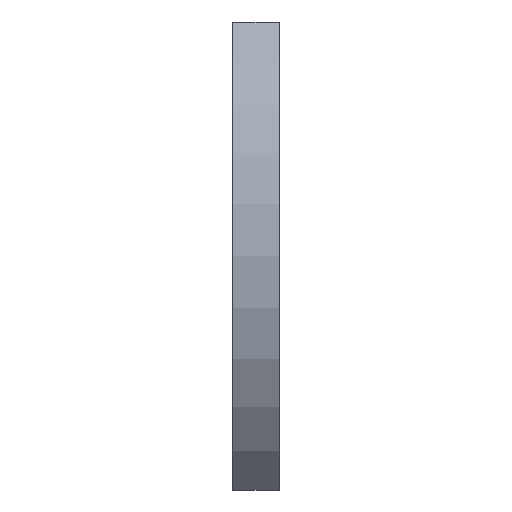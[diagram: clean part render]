
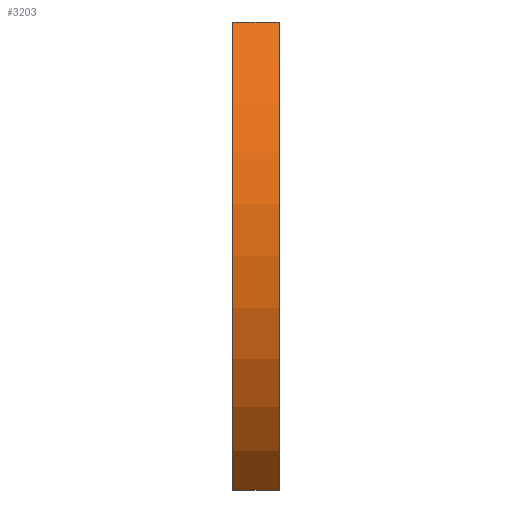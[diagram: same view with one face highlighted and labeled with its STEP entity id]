
A CAD part, left-side view. The second image highlights one B-rep face of the part: STEP entity #3203.
In plain terms, the highlighted cylindrical face has radius 68.889 mm (diameter 137.779 mm), a partial arc.
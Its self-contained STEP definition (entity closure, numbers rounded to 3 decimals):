
#124 = DIRECTION ( 'NONE',  ( 0., 0., 1. ) ) ;
#302 = VERTEX_POINT ( 'NONE', #10068 ) ;
#356 = VECTOR ( 'NONE', #6112, 1000. ) ;
#462 = DIRECTION ( 'NONE',  ( 0., 0., -1. ) ) ;
#877 = CIRCLE ( 'NONE', #9375, 68.89 ) ;
#1066 = CARTESIAN_POINT ( 'NONE',  ( -53.5, 10., -50. ) ) ;
#1280 = ORIENTED_EDGE ( 'NONE', *, *, #3716, .T. ) ;
#1292 = VERTEX_POINT ( 'NONE', #1066 ) ;
#1387 = ORIENTED_EDGE ( 'NONE', *, *, #8351, .F. ) ;
#1852 = EDGE_CURVE ( 'NONE', #8812, #7369, #5418, .T. ) ;
#2236 = CARTESIAN_POINT ( 'NONE',  ( -6.11, 10., 0. ) ) ;
#3054 = LINE ( 'NONE', #8359, #9512 ) ;
#3203 = ADVANCED_FACE ( 'NONE', ( #10613 ), #9824, .T. ) ;
#3716 = EDGE_CURVE ( 'NONE', #1292, #8812, #3054, .T. ) ;
#3835 = DIRECTION ( 'NONE',  ( 0., -1., 0. ) ) ;
#3899 = DIRECTION ( 'NONE',  ( 0., 1., 0. ) ) ;
#5187 = AXIS2_PLACEMENT_3D ( 'NONE', #2236, #3835, #462 ) ;
#5418 = CIRCLE ( 'NONE', #9836, 68.89 ) ;
#5441 = CARTESIAN_POINT ( 'NONE',  ( -6.11, 10., 0. ) ) ;
#5727 = DIRECTION ( 'NONE',  ( 0., -1., 0. ) ) ;
#5872 = ORIENTED_EDGE ( 'NONE', *, *, #8042, .F. ) ;
#6024 = CARTESIAN_POINT ( 'NONE',  ( -6.11, 0., 0. ) ) ;
#6112 = DIRECTION ( 'NONE',  ( 0., -1., 0. ) ) ;
#6423 = ORIENTED_EDGE ( 'NONE', *, *, #1852, .T. ) ;
#7133 = DIRECTION ( 'NONE',  ( 0., 0., 1. ) ) ;
#7369 = VERTEX_POINT ( 'NONE', #7703 ) ;
#7703 = CARTESIAN_POINT ( 'NONE',  ( -53.5, 0., 50. ) ) ;
#8042 = EDGE_CURVE ( 'NONE', #1292, #302, #877, .T. ) ;
#8351 = EDGE_CURVE ( 'NONE', #302, #7369, #9301, .T. ) ;
#8359 = CARTESIAN_POINT ( 'NONE',  ( -53.5, 10., -50. ) ) ;
#8812 = VERTEX_POINT ( 'NONE', #10502 ) ;
#9301 = LINE ( 'NONE', #10278, #356 ) ;
#9375 = AXIS2_PLACEMENT_3D ( 'NONE', #5441, #3899, #7133 ) ;
#9512 = VECTOR ( 'NONE', #5727, 1000. ) ;
#9824 = CYLINDRICAL_SURFACE ( 'NONE', #5187, 68.89 ) ;
#9836 = AXIS2_PLACEMENT_3D ( 'NONE', #6024, #10184, #124 ) ;
#10068 = CARTESIAN_POINT ( 'NONE',  ( -53.5, 10., 50. ) ) ;
#10184 = DIRECTION ( 'NONE',  ( 0., 1., 0. ) ) ;
#10245 = EDGE_LOOP ( 'NONE', ( #6423, #1387, #5872, #1280 ) ) ;
#10278 = CARTESIAN_POINT ( 'NONE',  ( -53.5, 10., 50. ) ) ;
#10502 = CARTESIAN_POINT ( 'NONE',  ( -53.5, 0., -50. ) ) ;
#10613 = FACE_OUTER_BOUND ( 'NONE', #10245, .T. ) ;
